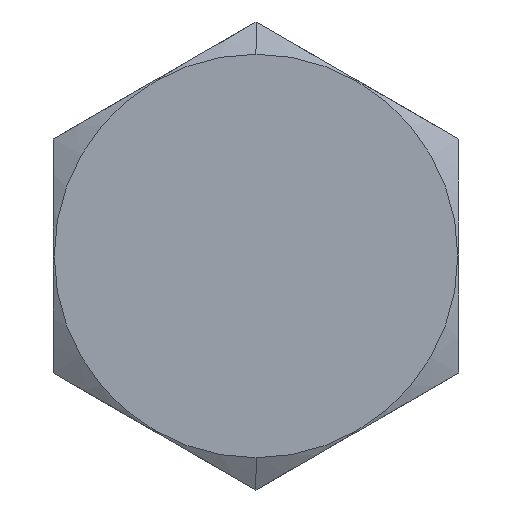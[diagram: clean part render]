
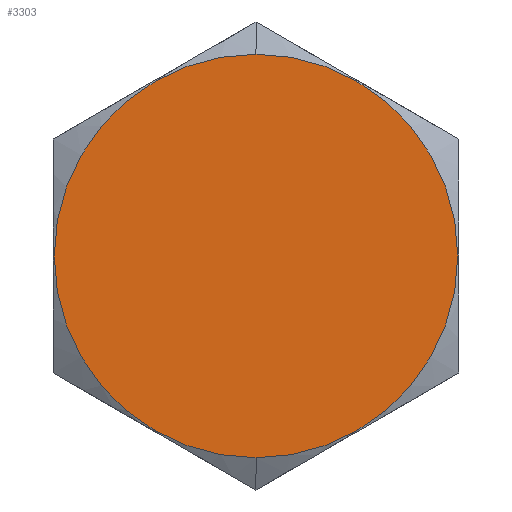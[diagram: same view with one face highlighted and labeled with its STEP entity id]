
A CAD part, front view. The second image highlights one B-rep face of the part: STEP entity #3303.
In plain terms, the highlighted planar face has unit normal (0, -1, 0).
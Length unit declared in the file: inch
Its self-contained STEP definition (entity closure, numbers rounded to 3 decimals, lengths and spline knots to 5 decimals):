
#268 = FACE_OUTER_BOUND ( 'NONE', #1720, .T. ) ;
#600 = ORIENTED_EDGE ( 'NONE', *, *, #2770, .T. ) ;
#771 = DIRECTION ( 'NONE',  ( 0., -1., 0. ) ) ;
#1286 = DIRECTION ( 'NONE',  ( 0., 0., 1. ) ) ;
#1720 = EDGE_LOOP ( 'NONE', ( #3915, #600 ) ) ;
#2583 = CIRCLE ( 'NONE', #9141, 0.56 ) ;
#2770 = EDGE_CURVE ( 'NONE', #8416, #6294, #9657, .T. ) ;
#2899 = AXIS2_PLACEMENT_3D ( 'NONE', #8889, #8856, #1286 ) ;
#3303 = ADVANCED_FACE ( 'NONE', ( #268 ), #8786, .F. ) ;
#3801 = DIRECTION ( 'NONE',  ( 0., 0., -1. ) ) ;
#3915 = ORIENTED_EDGE ( 'NONE', *, *, #7066, .T. ) ;
#4188 = DIRECTION ( 'NONE',  ( 0., 0., -1. ) ) ;
#5749 = CARTESIAN_POINT ( 'NONE',  ( 0., 0., 0. ) ) ;
#6294 = VERTEX_POINT ( 'NONE', #7751 ) ;
#7029 = CARTESIAN_POINT ( 'NONE',  ( 0., 0., -0.56 ) ) ;
#7066 = EDGE_CURVE ( 'NONE', #6294, #8416, #2583, .T. ) ;
#7751 = CARTESIAN_POINT ( 'NONE',  ( 0., 0., 0.56 ) ) ;
#7879 = DIRECTION ( 'NONE',  ( 0., -1., 0. ) ) ;
#8108 = AXIS2_PLACEMENT_3D ( 'NONE', #5749, #771, #4188 ) ;
#8416 = VERTEX_POINT ( 'NONE', #7029 ) ;
#8755 = CARTESIAN_POINT ( 'NONE',  ( 0., 0., 0. ) ) ;
#8786 = PLANE ( 'NONE',  #2899 ) ;
#8856 = DIRECTION ( 'NONE',  ( 0., 1., 0. ) ) ;
#8889 = CARTESIAN_POINT ( 'NONE',  ( 0., 0., 0. ) ) ;
#9141 = AXIS2_PLACEMENT_3D ( 'NONE', #8755, #7879, #3801 ) ;
#9657 = CIRCLE ( 'NONE', #8108, 0.56 ) ;
